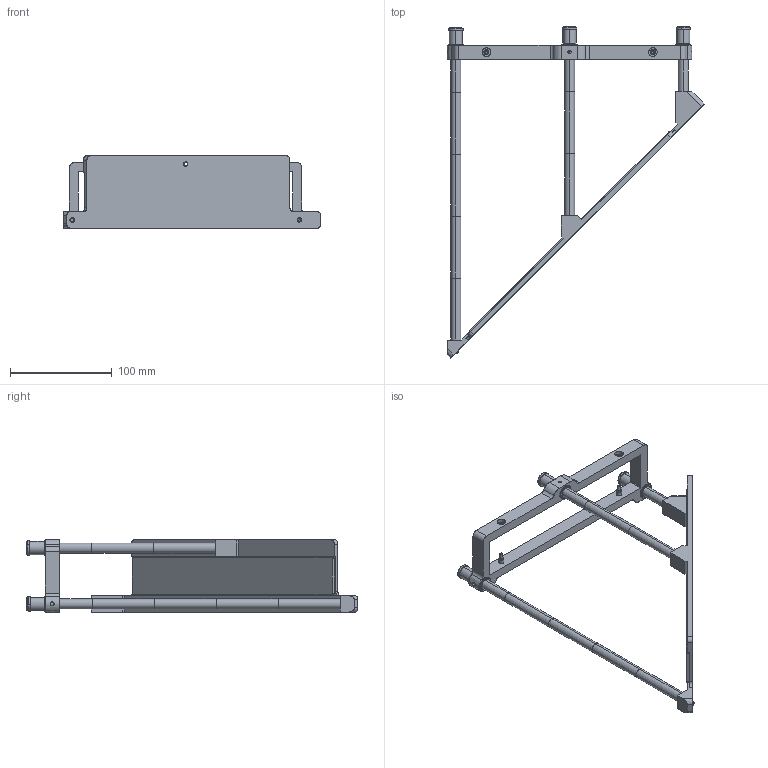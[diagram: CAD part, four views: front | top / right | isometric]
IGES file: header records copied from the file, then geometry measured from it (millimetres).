
Start section: SolidWorks IGES file using analytic representation for surfaces
Global section: file name: DP22529-B_CMMR4K180-L.igs; native system: SolidWorks 2021; preprocessor: SolidWorks 2021; author: lrizzotto; date: 220112.155432; units: millimetre
Bounding box: 253.62 x 327.03 x 72 mm (x, y, z)
Surface area: 110646.5 mm2 (no closed solid volume)
Topology: 0 solids, 0 shells, 252 faces, 3694 edges, 3692 vertices
Faces by surface type: revolution 134, bspline 118
